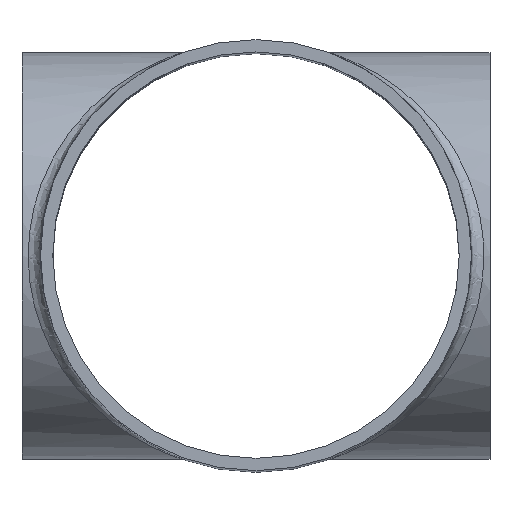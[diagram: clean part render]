
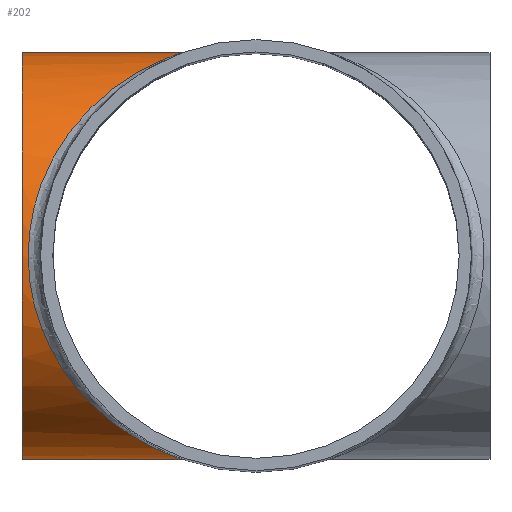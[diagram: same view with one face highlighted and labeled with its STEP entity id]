
A CAD part, top view. The second image highlights one B-rep face of the part: STEP entity #202.
In plain terms, the highlighted cylindrical face has radius 33 mm (diameter 66 mm), a full revolution.
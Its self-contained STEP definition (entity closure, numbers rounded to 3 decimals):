
#26=FACE_BOUND('',#68,.T.);
#36=CYLINDRICAL_SURFACE('',#224,33.);
#45=FACE_OUTER_BOUND('',#67,.T.);
#67=EDGE_LOOP('',(#160));
#68=EDGE_LOOP('',(#161));
#84=B_SPLINE_CURVE_WITH_KNOTS('',3,(#1695,#1696,#1697,#1698,#1699,#1700,
#1701,#1702,#1703,#1704,#1705,#1706,#1707,#1708,#1709,#1710,#1711,#1712,
#1713,#1714,#1715,#1716,#1717,#1718,#1719,#1720,#1721,#1722,#1723,#1724,
#1725,#1726,#1727,#1728,#1729,#1730,#1731,#1732,#1733,#1734,#1735,#1736,
#1737,#1738,#1739,#1740,#1741,#1742,#1743,#1744,#1745,#1746,#1747,#1748),
 .UNSPECIFIED.,.T.,.F.,(4,1,1,1,1,1,1,1,1,1,1,1,1,1,1,1,1,1,1,1,1,1,1,1,
1,1,1,1,1,1,1,1,1,1,1,1,1,1,1,1,1,1,1,1,1,1,1,1,1,1,1,4),(0.,
0.204,0.409,0.817,1.226,
1.635,2.044,2.452,3.27,4.087,
4.496,4.905,5.314,5.722,6.131,
6.54,7.085,7.63,8.175,8.72,
9.265,9.81,10.355,10.627,10.9,
11.172,11.445,11.717,11.99,12.262,
12.535,13.08,13.625,14.17,14.715,
15.259,15.804,16.349,16.894,17.439,
17.984,18.529,18.893,19.619,20.437,
20.846,21.254,21.663,22.072,22.481,
22.685,22.889),.UNSPECIFIED.);
#97=CIRCLE('',#225,33.);
#109=VERTEX_POINT('',#1693);
#113=VERTEX_POINT('',#1864);
#127=EDGE_CURVE('',#109,#109,#84,.T.);
#132=EDGE_CURVE('',#113,#113,#97,.T.);
#160=ORIENTED_EDGE('',*,*,#132,.F.);
#161=ORIENTED_EDGE('',*,*,#127,.F.);
#202=ADVANCED_FACE('',(#45,#26),#36,.T.);
#224=AXIS2_PLACEMENT_3D('',#1863,#261,#262);
#225=AXIS2_PLACEMENT_3D('',#1865,#263,#264);
#261=DIRECTION('center_axis',(1.,0.,0.));
#262=DIRECTION('ref_axis',(0.,-1.,0.));
#263=DIRECTION('center_axis',(-1.,0.,0.));
#264=DIRECTION('ref_axis',(0.,-1.,0.));
#1693=CARTESIAN_POINT('',(-12.,33.,80.));
#1695=CARTESIAN_POINT('Ctrl Pts',(-12.,33.,80.));
#1696=CARTESIAN_POINT('Ctrl Pts',(-12.,33.,80.689));
#1697=CARTESIAN_POINT('Ctrl Pts',(-12.135,32.956,82.068));
#1698=CARTESIAN_POINT('Ctrl Pts',(-12.893,32.705,84.732));
#1699=CARTESIAN_POINT('Ctrl Pts',(-14.476,32.131,87.807));
#1700=CARTESIAN_POINT('Ctrl Pts',(-16.804,31.116,91.169));
#1701=CARTESIAN_POINT('Ctrl Pts',(-19.312,29.801,94.307));
#1702=CARTESIAN_POINT('Ctrl Pts',(-21.869,28.192,97.262));
#1703=CARTESIAN_POINT('Ctrl Pts',(-25.251,25.646,100.98));
#1704=CARTESIAN_POINT('Ctrl Pts',(-29.283,21.691,105.207));
#1705=CARTESIAN_POINT('Ctrl Pts',(-32.712,16.636,108.698));
#1706=CARTESIAN_POINT('Ctrl Pts',(-34.844,11.949,110.844));
#1707=CARTESIAN_POINT('Ctrl Pts',(-36.06,8.153,112.062));
#1708=CARTESIAN_POINT('Ctrl Pts',(-36.826,4.136,112.826));
#1709=CARTESIAN_POINT('Ctrl Pts',(-37.087,-0.001,
113.087));
#1710=CARTESIAN_POINT('Ctrl Pts',(-36.825,-4.139,112.826));
#1711=CARTESIAN_POINT('Ctrl Pts',(-35.974,-8.602,111.977));
#1712=CARTESIAN_POINT('Ctrl Pts',(-34.395,-13.197,110.394));
#1713=CARTESIAN_POINT('Ctrl Pts',(-32.038,-17.675,108.014));
#1714=CARTESIAN_POINT('Ctrl Pts',(-29.214,-21.57,105.124));
#1715=CARTESIAN_POINT('Ctrl Pts',(-26.07,-24.881,101.84));
#1716=CARTESIAN_POINT('Ctrl Pts',(-22.723,-27.631,98.229));
#1717=CARTESIAN_POINT('Ctrl Pts',(-19.304,-29.84,94.326));
#1718=CARTESIAN_POINT('Ctrl Pts',(-16.526,-31.246,90.812));
#1719=CARTESIAN_POINT('Ctrl Pts',(-14.511,-32.102,87.775));
#1720=CARTESIAN_POINT('Ctrl Pts',(-13.204,-32.596,85.353));
#1721=CARTESIAN_POINT('Ctrl Pts',(-12.246,-32.922,82.755));
#1722=CARTESIAN_POINT('Ctrl Pts',(-11.876,-33.039,79.999));
#1723=CARTESIAN_POINT('Ctrl Pts',(-12.247,-32.922,77.242));
#1724=CARTESIAN_POINT('Ctrl Pts',(-13.205,-32.595,74.645));
#1725=CARTESIAN_POINT('Ctrl Pts',(-14.514,-32.101,72.222));
#1726=CARTESIAN_POINT('Ctrl Pts',(-16.527,-31.245,69.187));
#1727=CARTESIAN_POINT('Ctrl Pts',(-19.307,-29.839,65.671));
#1728=CARTESIAN_POINT('Ctrl Pts',(-22.728,-27.627,61.766));
#1729=CARTESIAN_POINT('Ctrl Pts',(-26.071,-24.879,58.159));
#1730=CARTESIAN_POINT('Ctrl Pts',(-29.216,-21.568,54.874));
#1731=CARTESIAN_POINT('Ctrl Pts',(-32.04,-17.672,51.984));
#1732=CARTESIAN_POINT('Ctrl Pts',(-34.396,-13.194,49.605));
#1733=CARTESIAN_POINT('Ctrl Pts',(-36.119,-8.181,47.878));
#1734=CARTESIAN_POINT('Ctrl Pts',(-37.038,-2.775,46.962));
#1735=CARTESIAN_POINT('Ctrl Pts',(-37.038,2.779,46.962));
#1736=CARTESIAN_POINT('Ctrl Pts',(-36.118,8.185,47.88));
#1737=CARTESIAN_POINT('Ctrl Pts',(-34.586,12.639,49.414));
#1738=CARTESIAN_POINT('Ctrl Pts',(-32.334,17.208,51.686));
#1739=CARTESIAN_POINT('Ctrl Pts',(-29.101,21.869,54.983));
#1740=CARTESIAN_POINT('Ctrl Pts',(-25.25,25.647,59.021));
#1741=CARTESIAN_POINT('Ctrl Pts',(-21.868,28.193,62.739));
#1742=CARTESIAN_POINT('Ctrl Pts',(-19.308,29.803,65.698));
#1743=CARTESIAN_POINT('Ctrl Pts',(-16.805,31.115,68.83));
#1744=CARTESIAN_POINT('Ctrl Pts',(-14.476,32.131,72.193));
#1745=CARTESIAN_POINT('Ctrl Pts',(-12.892,32.705,75.268));
#1746=CARTESIAN_POINT('Ctrl Pts',(-12.135,32.956,77.932));
#1747=CARTESIAN_POINT('Ctrl Pts',(-12.,33.,79.311));
#1748=CARTESIAN_POINT('Ctrl Pts',(-12.,33.,80.));
#1863=CARTESIAN_POINT('Origin',(0.,0.,80.));
#1864=CARTESIAN_POINT('',(-38.,33.,80.));
#1865=CARTESIAN_POINT('Origin',(-38.,0.,80.));
